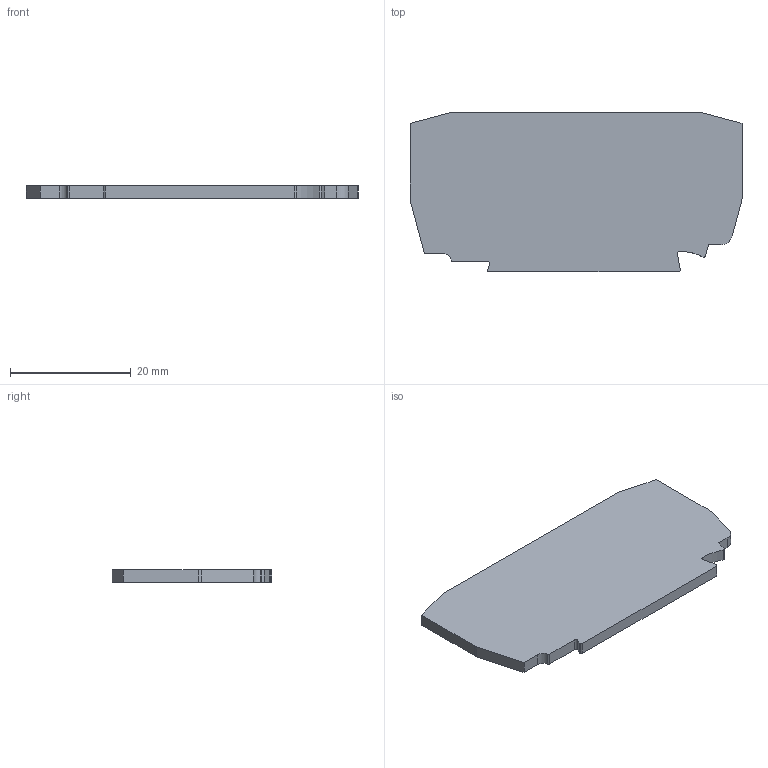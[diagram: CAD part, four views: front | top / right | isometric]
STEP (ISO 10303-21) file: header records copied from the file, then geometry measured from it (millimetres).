
FILE_DESCRIPTION (( 'STEP AP214' ), '1' );
FILE_NAME ('446333_NPP-YBK 4_Yellow.STP', '2013-11-15T11:19:36', ( 'arge' ), ( 'Microsoft' ), 'SwSTEP 2.0', 'SolidWorks 2013', '' );
FILE_SCHEMA (( 'AUTOMOTIVE_DESIGN' ));
Length unit declared in the file: millimetre
Products named in the file (1): 446333_NPP-YBK 4_Yellow
Bounding box: 55 x 26.5 x 2 mm (x, y, z)
Volume: 2709.3 mm3; surface area: 3020.9 mm2
Topology: 1 solids, 1 shells, 29 faces, 81 edges, 54 vertices
Faces by surface type: plane 16, cylinder 13
Entity records: 1294 total; most frequent: DIRECTION 167, CARTESIAN_POINT 165, ORIENTED_EDGE 162, EDGE_CURVE 81, AXIS2_PLACEMENT_3D 56, LINE 55, VECTOR 55, VERTEX_POINT 54
